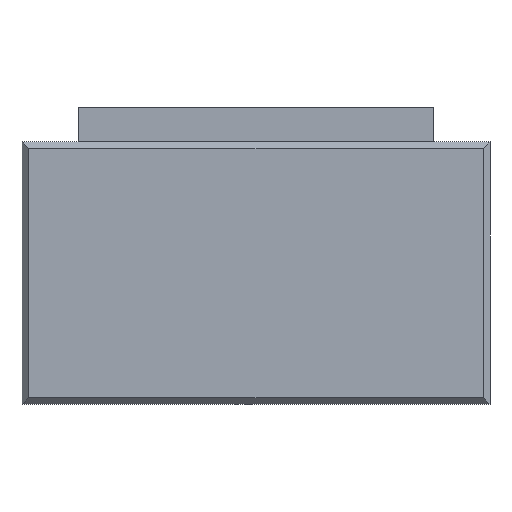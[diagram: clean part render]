
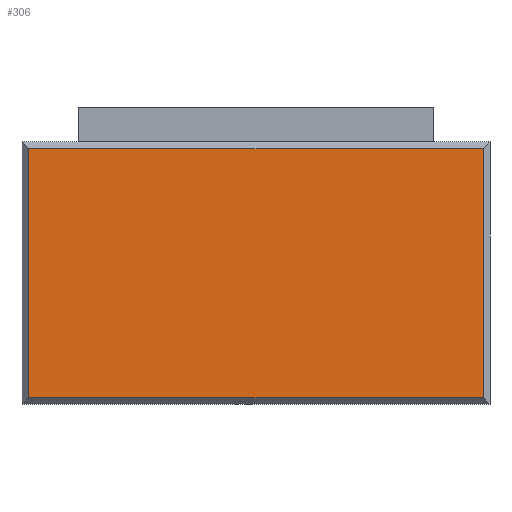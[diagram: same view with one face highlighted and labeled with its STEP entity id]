
A CAD part, front view. The second image highlights one B-rep face of the part: STEP entity #306.
In plain terms, the highlighted planar face has unit normal (0, -1, 0).
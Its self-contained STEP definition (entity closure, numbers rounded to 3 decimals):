
#32=ORIENTED_EDGE('',*,*,#112,.T.);
#33=ORIENTED_EDGE('',*,*,#113,.T.);
#34=ORIENTED_EDGE('',*,*,#114,.T.);
#35=ORIENTED_EDGE('',*,*,#115,.T.);
#112=EDGE_CURVE('',#152,#153,#176,.T.);
#113=EDGE_CURVE('',#153,#154,#177,.T.);
#114=EDGE_CURVE('',#154,#155,#178,.T.);
#115=EDGE_CURVE('',#155,#152,#179,.T.);
#152=VERTEX_POINT('',#464);
#153=VERTEX_POINT('',#465);
#154=VERTEX_POINT('',#467);
#155=VERTEX_POINT('',#469);
#176=LINE('',#463,#216);
#177=LINE('',#466,#217);
#178=LINE('',#468,#218);
#179=LINE('',#470,#219);
#216=VECTOR('',#376,1000.);
#217=VECTOR('',#377,1000.);
#218=VECTOR('',#378,1000.);
#219=VECTOR('',#379,1000.);
#247=EDGE_LOOP('',(#32,#33,#34,#35));
#267=FACE_BOUND('',#247,.T.);
#287=PLANE('',#338);
#306=ADVANCED_FACE('',(#267),#287,.F.);
#338=AXIS2_PLACEMENT_3D('',#462,#374,#375);
#374=DIRECTION('',(0.,1.,0.));
#375=DIRECTION('',(0.,0.,1.));
#376=DIRECTION('',(0.,0.,-1.));
#377=DIRECTION('',(1.,0.,0.));
#378=DIRECTION('',(0.,0.,1.));
#379=DIRECTION('',(-1.,0.,0.));
#462=CARTESIAN_POINT('',(0.,0.,0.));
#463=CARTESIAN_POINT('',(-166.,0.,0.));
#464=CARTESIAN_POINT('',(-166.,0.,78.5));
#465=CARTESIAN_POINT('',(-166.,0.,-103.5));
#466=CARTESIAN_POINT('',(0.,0.,-103.5));
#467=CARTESIAN_POINT('',(166.,0.,-103.5));
#468=CARTESIAN_POINT('',(166.,0.,0.));
#469=CARTESIAN_POINT('',(166.,0.,78.5));
#470=CARTESIAN_POINT('',(-171.,0.,78.5));
